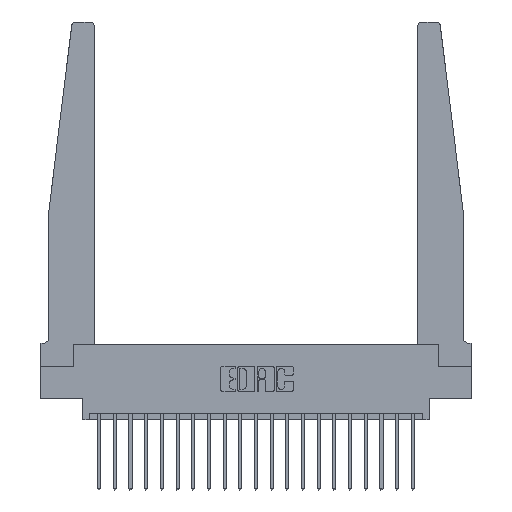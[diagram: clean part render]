
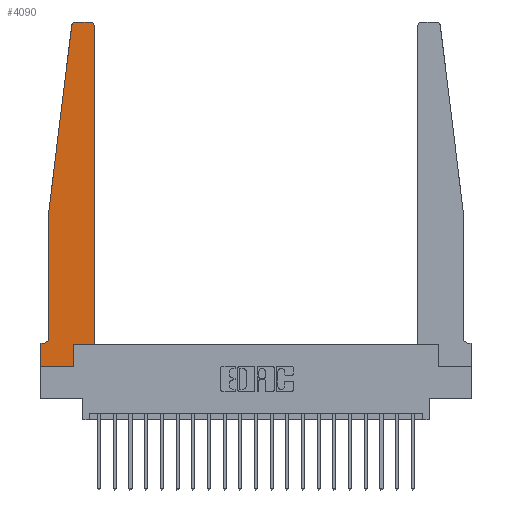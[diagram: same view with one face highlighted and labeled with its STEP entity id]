
A CAD part, top view. The second image highlights one B-rep face of the part: STEP entity #4090.
In plain terms, the highlighted planar face has unit normal (0, 0, 1).
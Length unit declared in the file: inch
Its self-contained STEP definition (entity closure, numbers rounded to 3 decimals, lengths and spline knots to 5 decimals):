
#119 = LINE ( 'NONE', #11513, #9141 ) ;
#709 = ORIENTED_EDGE ( 'NONE', *, *, #13886, .T. ) ;
#912 = DIRECTION ( 'NONE',  ( 0., -1., 0. ) ) ;
#1033 = CARTESIAN_POINT ( 'NONE',  ( 0.27653, 2.75, 0.37 ) ) ;
#1207 = ORIENTED_EDGE ( 'NONE', *, *, #7883, .T. ) ;
#1439 = EDGE_CURVE ( 'NONE', #10724, #7301, #3229, .T. ) ;
#1579 = AXIS2_PLACEMENT_3D ( 'NONE', #19234, #10787, #13895 ) ;
#1797 = LINE ( 'NONE', #8336, #6206 ) ;
#2679 = CARTESIAN_POINT ( 'NONE',  ( 0.27653, 2.72, 0.37 ) ) ;
#2922 = VERTEX_POINT ( 'NONE', #11892 ) ;
#2990 = LINE ( 'NONE', #4560, #12332 ) ;
#2991 = VERTEX_POINT ( 'NONE', #8231 ) ;
#3078 = CIRCLE ( 'NONE', #11558, 0.05 ) ;
#3124 = DIRECTION ( 'NONE',  ( 0., -1., 0. ) ) ;
#3229 = LINE ( 'NONE', #15427, #15749 ) ;
#3327 = EDGE_CURVE ( 'NONE', #7301, #13528, #3078, .T. ) ;
#3383 = DIRECTION ( 'NONE',  ( 0., 0., -1. ) ) ;
#3426 = DIRECTION ( 'NONE',  ( 1., 0., 0. ) ) ;
#3612 = CARTESIAN_POINT ( 'NONE',  ( 0.015, 0.2375, 0.37 ) ) ;
#3745 = CARTESIAN_POINT ( 'NONE',  ( 0.425, 0.18, 0.37 ) ) ;
#3945 = ORIENTED_EDGE ( 'NONE', *, *, #10106, .T. ) ;
#4069 = LINE ( 'NONE', #12371, #13563 ) ;
#4090 = ADVANCED_FACE ( 'NONE', ( #6873 ), #4660, .T. ) ;
#4143 = VERTEX_POINT ( 'NONE', #9076 ) ;
#4263 = VECTOR ( 'NONE', #15835, 39.37008 ) ;
#4560 = CARTESIAN_POINT ( 'NONE',  ( 0., 0., 0.37 ) ) ;
#4660 = PLANE ( 'NONE',  #14162 ) ;
#4672 = CARTESIAN_POINT ( 'NONE',  ( 0., 0., 0.37 ) ) ;
#4685 = ORIENTED_EDGE ( 'NONE', *, *, #18473, .T. ) ;
#4756 = CARTESIAN_POINT ( 'NONE',  ( 0.24675, 2.72367, 0.37 ) ) ;
#4765 = CIRCLE ( 'NONE', #13593, 0.03 ) ;
#5004 = CARTESIAN_POINT ( 'NONE',  ( 0.065, 1.25, 0.37 ) ) ;
#6206 = VECTOR ( 'NONE', #20299, 39.37008 ) ;
#6437 = DIRECTION ( 'NONE',  ( 0., 0., 1. ) ) ;
#6526 = CIRCLE ( 'NONE', #1579, 0.03 ) ;
#6873 = FACE_OUTER_BOUND ( 'NONE', #14998, .T. ) ;
#6928 = ORIENTED_EDGE ( 'NONE', *, *, #11015, .T. ) ;
#7301 = VERTEX_POINT ( 'NONE', #12253 ) ;
#7398 = ORIENTED_EDGE ( 'NONE', *, *, #11924, .T. ) ;
#7883 = EDGE_CURVE ( 'NONE', #20846, #2922, #9426, .T. ) ;
#8096 = CARTESIAN_POINT ( 'NONE',  ( 0., 0.1875, 0.37 ) ) ;
#8160 = EDGE_CURVE ( 'NONE', #8345, #10724, #18853, .T. ) ;
#8231 = CARTESIAN_POINT ( 'NONE',  ( 0.395, 2.75, 0.37 ) ) ;
#8336 = CARTESIAN_POINT ( 'NONE',  ( 0.25, 2.75, 0.37 ) ) ;
#8345 = VERTEX_POINT ( 'NONE', #4756 ) ;
#9043 = CARTESIAN_POINT ( 'NONE',  ( 0.425, 0.18, 0.37 ) ) ;
#9076 = CARTESIAN_POINT ( 'NONE',  ( 0., 0.1875, 0.37 ) ) ;
#9113 = VERTEX_POINT ( 'NONE', #9043 ) ;
#9141 = VECTOR ( 'NONE', #3426, 39.37008 ) ;
#9276 = LINE ( 'NONE', #3745, #18293 ) ;
#9426 = LINE ( 'NONE', #4672, #16167 ) ;
#9434 = DIRECTION ( 'NONE',  ( 0., 0., 1. ) ) ;
#9806 = ORIENTED_EDGE ( 'NONE', *, *, #3327, .T. ) ;
#10106 = EDGE_CURVE ( 'NONE', #13528, #4143, #4069, .T. ) ;
#10142 = DIRECTION ( 'NONE',  ( -1., 0., 0. ) ) ;
#10239 = ORIENTED_EDGE ( 'NONE', *, *, #17534, .T. ) ;
#10462 = EDGE_CURVE ( 'NONE', #14248, #2991, #6526, .T. ) ;
#10724 = VERTEX_POINT ( 'NONE', #13433 ) ;
#10787 = DIRECTION ( 'NONE',  ( 0., 0., 1. ) ) ;
#10885 = VERTEX_POINT ( 'NONE', #1033 ) ;
#11015 = EDGE_CURVE ( 'NONE', #10885, #8345, #4765, .T. ) ;
#11513 = CARTESIAN_POINT ( 'NONE',  ( 0.425, 0.18, 0.37 ) ) ;
#11522 = CARTESIAN_POINT ( 'NONE',  ( 0., 0., 0.37 ) ) ;
#11558 = AXIS2_PLACEMENT_3D ( 'NONE', #3612, #3383, #10142 ) ;
#11679 = ORIENTED_EDGE ( 'NONE', *, *, #10462, .T. ) ;
#11892 = CARTESIAN_POINT ( 'NONE',  ( 0.2605, 0., 0.37 ) ) ;
#11924 = EDGE_CURVE ( 'NONE', #2991, #10885, #1797, .T. ) ;
#12253 = CARTESIAN_POINT ( 'NONE',  ( 0.065, 0.2375, 0.37 ) ) ;
#12332 = VECTOR ( 'NONE', #912, 39.37008 ) ;
#12371 = CARTESIAN_POINT ( 'NONE',  ( 0.065, 0.1875, 0.37 ) ) ;
#13433 = CARTESIAN_POINT ( 'NONE',  ( 0.065, 1.25, 0.37 ) ) ;
#13528 = VERTEX_POINT ( 'NONE', #14831 ) ;
#13563 = VECTOR ( 'NONE', #17698, 39.37008 ) ;
#13593 = AXIS2_PLACEMENT_3D ( 'NONE', #2679, #9434, #16212 ) ;
#13886 = EDGE_CURVE ( 'NONE', #9113, #14248, #9276, .T. ) ;
#13895 = DIRECTION ( 'NONE',  ( 1., 0., 0. ) ) ;
#13953 = ORIENTED_EDGE ( 'NONE', *, *, #21630, .T. ) ;
#14154 = CARTESIAN_POINT ( 'NONE',  ( 0.2605, 0.18, 0.37 ) ) ;
#14162 = AXIS2_PLACEMENT_3D ( 'NONE', #8096, #6437, #19947 ) ;
#14248 = VERTEX_POINT ( 'NONE', #19236 ) ;
#14521 = ORIENTED_EDGE ( 'NONE', *, *, #1439, .T. ) ;
#14831 = CARTESIAN_POINT ( 'NONE',  ( 0.015, 0.1875, 0.37 ) ) ;
#14998 = EDGE_LOOP ( 'NONE', ( #7398, #6928, #15477, #14521, #9806, #3945, #4685, #1207, #13953, #10239, #709, #11679 ) ) ;
#15366 = VERTEX_POINT ( 'NONE', #17891 ) ;
#15427 = CARTESIAN_POINT ( 'NONE',  ( 0.065, 1.25, 0.37 ) ) ;
#15477 = ORIENTED_EDGE ( 'NONE', *, *, #8160, .T. ) ;
#15749 = VECTOR ( 'NONE', #3124, 39.37008 ) ;
#15835 = DIRECTION ( 'NONE',  ( 0., 1., 0. ) ) ;
#16167 = VECTOR ( 'NONE', #19854, 39.37008 ) ;
#16212 = DIRECTION ( 'NONE',  ( 1., 0., 0. ) ) ;
#17187 = DIRECTION ( 'NONE',  ( -0.122, -0.992, 0. ) ) ;
#17480 = DIRECTION ( 'NONE',  ( 0., 1., 0. ) ) ;
#17534 = EDGE_CURVE ( 'NONE', #15366, #9113, #119, .T. ) ;
#17698 = DIRECTION ( 'NONE',  ( -1., 0., 0. ) ) ;
#17891 = CARTESIAN_POINT ( 'NONE',  ( 0.2605, 0.18, 0.37 ) ) ;
#18293 = VECTOR ( 'NONE', #17480, 39.37008 ) ;
#18473 = EDGE_CURVE ( 'NONE', #4143, #20846, #2990, .T. ) ;
#18853 = LINE ( 'NONE', #5004, #19414 ) ;
#19234 = CARTESIAN_POINT ( 'NONE',  ( 0.395, 2.72, 0.37 ) ) ;
#19236 = CARTESIAN_POINT ( 'NONE',  ( 0.425, 2.72, 0.37 ) ) ;
#19414 = VECTOR ( 'NONE', #17187, 39.37008 ) ;
#19854 = DIRECTION ( 'NONE',  ( 1., 0., 0. ) ) ;
#19947 = DIRECTION ( 'NONE',  ( 1., 0., 0. ) ) ;
#20299 = DIRECTION ( 'NONE',  ( -1., 0., 0. ) ) ;
#20819 = LINE ( 'NONE', #14154, #4263 ) ;
#20846 = VERTEX_POINT ( 'NONE', #11522 ) ;
#21630 = EDGE_CURVE ( 'NONE', #2922, #15366, #20819, .T. ) ;
